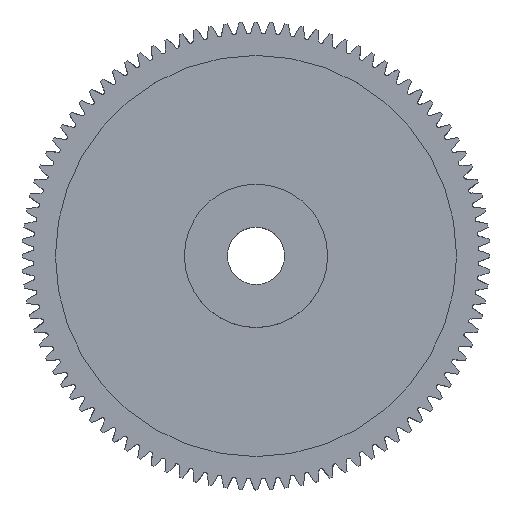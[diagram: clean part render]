
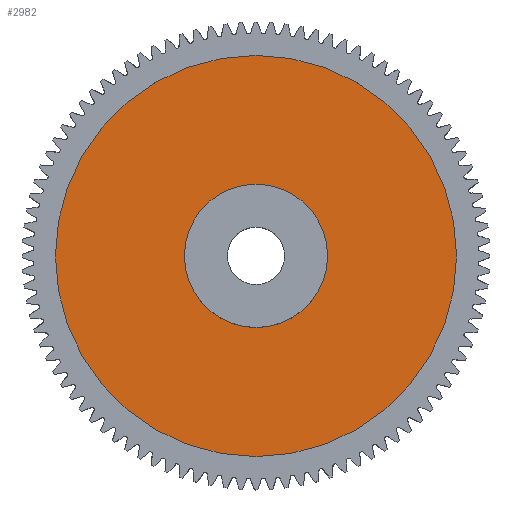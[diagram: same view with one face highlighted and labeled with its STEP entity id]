
A CAD part, top view. The second image highlights one B-rep face of the part: STEP entity #2982.
In plain terms, the highlighted planar face has unit normal (0, 0, 1).
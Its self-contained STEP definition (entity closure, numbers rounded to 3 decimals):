
#2927 = EDGE_CURVE ( 'NONE', #8824, #8835, #18336, .T. ) ;
#2979 = EDGE_LOOP ( 'NONE', ( #2980, #2981 ) ) ;
#2980 = ORIENTED_EDGE ( 'NONE', *, *, #3028, .F. ) ;
#2981 = ORIENTED_EDGE ( 'NONE', *, *, #8856, .F. ) ;
#2982 = ADVANCED_FACE ( 'NONE', ( #18310, #18294 ), #18257, .T. ) ;
#2983 = ORIENTED_EDGE ( 'NONE', *, *, #8832, .T. ) ;
#2985 = EDGE_LOOP ( 'NONE', ( #3063, #2983 ) ) ;
#3028 = EDGE_CURVE ( 'NONE', #8850, #8882, #18442, .T. ) ;
#3063 = ORIENTED_EDGE ( 'NONE', *, *, #2927, .T. ) ;
#5311 = CIRCLE ( 'NONE', #5453, 21. ) ;
#5339 = CARTESIAN_POINT ( 'NONE',  ( 21., 0., 1. ) ) ;
#5453 = AXIS2_PLACEMENT_3D ( 'NONE', #5558, #5499, #5494 ) ;
#5493 = CARTESIAN_POINT ( 'NONE',  ( -21., 0., 1. ) ) ;
#5494 = DIRECTION ( 'NONE',  ( 1., 0., 0. ) ) ;
#5495 = AXIS2_PLACEMENT_3D ( 'NONE', #5532, #5531, #5557 ) ;
#5499 = DIRECTION ( 'NONE',  ( 0., 0., 1. ) ) ;
#5503 = CIRCLE ( 'NONE', #5495, 7.5 ) ;
#5531 = DIRECTION ( 'NONE',  ( 0., 0., 1. ) ) ;
#5532 = CARTESIAN_POINT ( 'NONE',  ( 0., 0., 1. ) ) ;
#5534 = CARTESIAN_POINT ( 'NONE',  ( 7.5, 0., 1. ) ) ;
#5548 = CARTESIAN_POINT ( 'NONE',  ( -7.5, 0., 1. ) ) ;
#5557 = DIRECTION ( 'NONE',  ( 1., 0., 0. ) ) ;
#5558 = CARTESIAN_POINT ( 'NONE',  ( 0., 0., 1. ) ) ;
#8824 = VERTEX_POINT ( 'NONE', #5339 ) ;
#8832 = EDGE_CURVE ( 'NONE', #8835, #8824, #5311, .T. ) ;
#8835 = VERTEX_POINT ( 'NONE', #5493 ) ;
#8850 = VERTEX_POINT ( 'NONE', #5548 ) ;
#8856 = EDGE_CURVE ( 'NONE', #8882, #8850, #5503, .T. ) ;
#8882 = VERTEX_POINT ( 'NONE', #5534 ) ;
#18256 = DIRECTION ( 'NONE',  ( 1., 0., 0. ) ) ;
#18257 = PLANE ( 'NONE',  #18337 ) ;
#18272 = DIRECTION ( 'NONE',  ( 1., 0., 0. ) ) ;
#18276 = AXIS2_PLACEMENT_3D ( 'NONE', #18328, #18304, #18272 ) ;
#18294 = FACE_OUTER_BOUND ( 'NONE', #2985, .T. ) ;
#18304 = DIRECTION ( 'NONE',  ( 0., 0., 1. ) ) ;
#18310 = FACE_BOUND ( 'NONE', #2979, .T. ) ;
#18311 = DIRECTION ( 'NONE',  ( 0., 0., 1. ) ) ;
#18328 = CARTESIAN_POINT ( 'NONE',  ( 0., 0., 1. ) ) ;
#18336 = CIRCLE ( 'NONE', #18276, 21. ) ;
#18337 = AXIS2_PLACEMENT_3D ( 'NONE', #18341, #18311, #18256 ) ;
#18341 = CARTESIAN_POINT ( 'NONE',  ( 0., 0., 1. ) ) ;
#18390 = DIRECTION ( 'NONE',  ( 1., 0., 0. ) ) ;
#18391 = AXIS2_PLACEMENT_3D ( 'NONE', #18431, #18485, #18390 ) ;
#18431 = CARTESIAN_POINT ( 'NONE',  ( 0., 0., 1. ) ) ;
#18442 = CIRCLE ( 'NONE', #18391, 7.5 ) ;
#18485 = DIRECTION ( 'NONE',  ( 0., 0., 1. ) ) ;
